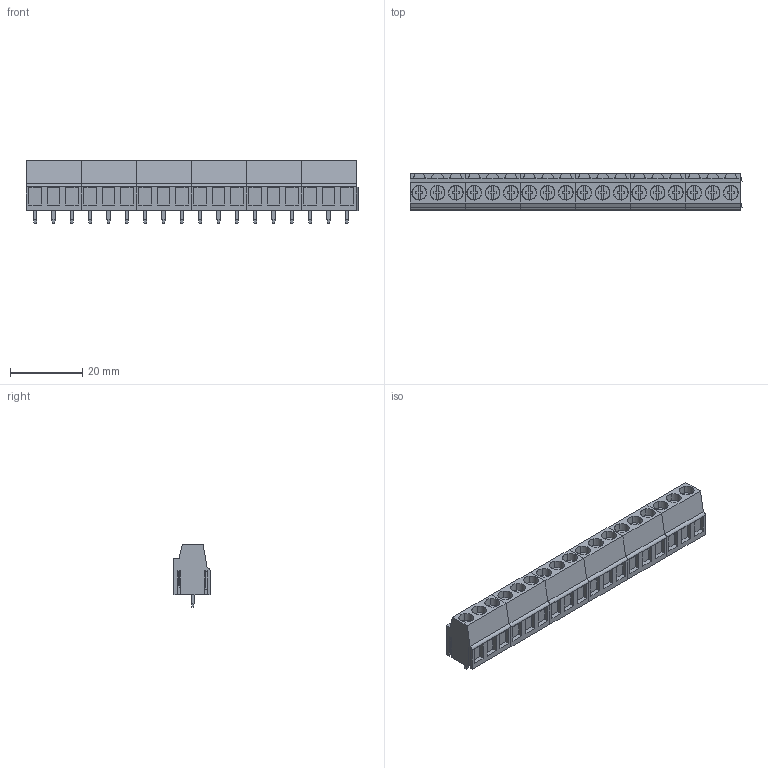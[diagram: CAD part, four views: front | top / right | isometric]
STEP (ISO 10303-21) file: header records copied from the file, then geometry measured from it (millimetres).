
FILE_DESCRIPTION(('CATIA V5 STEP Exchange','CAx-IF Rec.Pracs.--- Model Styling and Organization---1.2---2011-12-15'),'2;1');
FILE_NAME ('D1465138_0_9994270000_9994270000.stp','2018-03-31T09:34:17+00:00',('none'),('Weidmueller'),'CATIA Version 5-6 Release 2014','CATIA V5 STEP AP214','none');
FILE_SCHEMA(('AUTOMOTIVE_DESIGN { 1 0 10303 214 1 1 1 1 }'));
Length unit declared in the file: millimetre
Products named in the file (1): 9994270000
Bounding box: 91.99 x 10 x 17.3 mm (x, y, z)
Volume: 8823.8 mm3; surface area: 10485.5 mm2
Topology: 42 solids, 42 shells, 1620 faces, 4320 edges, 2856 vertices
Faces by surface type: plane 1362, cylinder 258
Entity records: 49805 total; most frequent: CARTESIAN_POINT 10009, ORIENTED_EDGE 8640, DIRECTION 7248, EDGE_CURVE 4320, VECTOR 3552, LINE 3552, VERTEX_POINT 2856, AXIS2_PLACEMENT_3D 2076
